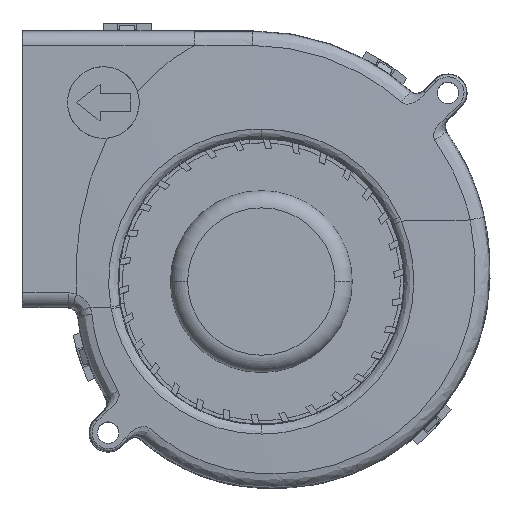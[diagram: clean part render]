
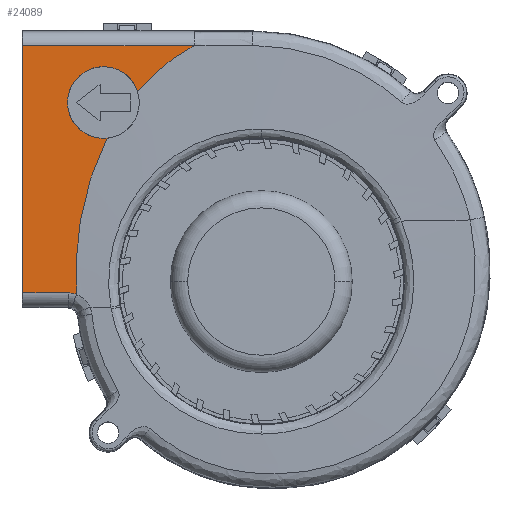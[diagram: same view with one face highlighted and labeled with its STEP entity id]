
A CAD part, top view. The second image highlights one B-rep face of the part: STEP entity #24089.
In plain terms, the highlighted planar face has unit normal (0, 0, 1).
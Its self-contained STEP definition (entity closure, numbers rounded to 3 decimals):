
#19924=DIRECTION('',(1.,0.,0.));
#19925=VECTOR('',#19924,9.581);
#19926=CARTESIAN_POINT('',(-49.852,-2.378,16.95));
#19927=LINE('',#19926,#19925);
#19945=CARTESIAN_POINT('',(-33.,37.401,16.95));
#19946=DIRECTION('',(0.,0.,1.));
#19947=DIRECTION('',(0.955,0.297,0.));
#19948=AXIS2_PLACEMENT_3D('',#19945,#19946,#19947);
#19950=CARTESIAN_POINT('',(-33.,37.401,16.95));
#19951=DIRECTION('',(0.,0.,1.));
#19952=DIRECTION('',(-1.,0.,0.));
#19953=AXIS2_PLACEMENT_3D('',#19950,#19951,#19952);
#19955=CARTESIAN_POINT('',(-32.233,29.94,16.95));
#19956=CARTESIAN_POINT('',(-32.38,29.651,16.95));
#19957=CARTESIAN_POINT('',(-33.864,26.671,
16.95));
#19958=CARTESIAN_POINT('',(-36.153,20.768,
16.95));
#19959=CARTESIAN_POINT('',(-38.111,12.085,
16.95));
#19960=CARTESIAN_POINT('',(-38.794,4.12,
16.95));
#19961=CARTESIAN_POINT('',(-38.728,-0.639,
16.95));
#19962=CARTESIAN_POINT('',(-38.607,-2.663,
16.95));
#19964=DIRECTION('',(0.,-1.,0.));
#19965=VECTOR('',#19964,51.656);
#19966=CARTESIAN_POINT('',(-49.852,49.278,16.95));
#19967=LINE('',#19966,#19965);
#19968=CARTESIAN_POINT('',(-14.033,49.278,16.95));
#19969=CARTESIAN_POINT('',(-14.238,49.174,16.95));
#19970=CARTESIAN_POINT('',(-15.796,48.363,16.95));
#19971=CARTESIAN_POINT('',(-18.577,46.596,16.95));
#19972=CARTESIAN_POINT('',(-22.092,43.684,16.95));
#19973=CARTESIAN_POINT('',(-24.43,41.268,16.95));
#19974=CARTESIAN_POINT('',(-25.629,39.875,16.95));
#19975=CARTESIAN_POINT('',(-25.838,39.627,16.95));
#20096=DIRECTION('',(-1.,0.,0.));
#20097=VECTOR('',#20096,35.819);
#20098=CARTESIAN_POINT('',(-14.033,49.278,16.95));
#20099=LINE('',#20098,#20097);
#21608=CARTESIAN_POINT('',(-40.271,-2.378,
16.95));
#21609=CARTESIAN_POINT('',(-39.99,-2.378,
16.95));
#21610=CARTESIAN_POINT('',(-39.432,-2.425,
16.95));
#21611=CARTESIAN_POINT('',(-38.88,-2.567,
16.95));
#21612=CARTESIAN_POINT('',(-38.607,-2.663,
16.95));
#22069=CARTESIAN_POINT('',(-49.852,-2.378,16.95));
#22070=CARTESIAN_POINT('',(-40.271,-2.378,
16.95));
#22071=VERTEX_POINT('',#22069);
#22072=VERTEX_POINT('',#22070);
#22077=VERTEX_POINT('',#21612);
#22091=CARTESIAN_POINT('',(-14.033,49.278,16.95));
#22092=CARTESIAN_POINT('',(-49.852,49.278,16.95));
#22093=VERTEX_POINT('',#22091);
#22094=VERTEX_POINT('',#22092);
#22135=CARTESIAN_POINT('',(-25.838,39.627,16.95));
#22136=CARTESIAN_POINT('',(-40.5,37.401,16.95));
#22137=VERTEX_POINT('',#22135);
#22138=VERTEX_POINT('',#22136);
#22139=CARTESIAN_POINT('',(-32.233,29.94,16.95));
#22140=VERTEX_POINT('',#22139);
#24068=CARTESIAN_POINT('',(0.,0.,16.95));
#24069=DIRECTION('',(0.,0.,1.));
#24070=DIRECTION('',(1.,0.,0.));
#24071=AXIS2_PLACEMENT_3D('',#24068,#24069,#24070);
#24072=PLANE('',#24071);
#24074=ORIENTED_EDGE('',*,*,#24073,.T.);
#24076=ORIENTED_EDGE('',*,*,#24075,.T.);
#24078=ORIENTED_EDGE('',*,*,#24077,.T.);
#24080=ORIENTED_EDGE('',*,*,#24079,.F.);
#24081=ORIENTED_EDGE('',*,*,#24058,.F.);
#24082=ORIENTED_EDGE('',*,*,#24048,.F.);
#24084=ORIENTED_EDGE('',*,*,#24083,.F.);
#24086=ORIENTED_EDGE('',*,*,#24085,.T.);
#24087=EDGE_LOOP('',(#24074,#24076,#24078,#24080,#24081,#24082,#24084,#24086));
#24088=FACE_OUTER_BOUND('',#24087,.F.);
#24089=ADVANCED_FACE('',(#24088),#24072,.T.);
#19949=CIRCLE('',#19948,7.5);
#19954=CIRCLE('',#19953,7.5);
#19963=B_SPLINE_CURVE_WITH_KNOTS('',3,(#19955,#19956,#19957,#19958,#19959,
#19960,#19961,#19962),.UNSPECIFIED.,.F.,.F.,(4,1,1,1,1,4),(0.,
0.028,0.291,0.554,0.817,1.),
.UNSPECIFIED.);
#19976=B_SPLINE_CURVE_WITH_KNOTS('',3,(#19968,#19969,#19970,#19971,#19972,
#19973,#19974,#19975),.UNSPECIFIED.,.F.,.F.,(4,1,1,1,1,4),(0.,
0.045,0.342,0.639,0.936,1.),
.UNSPECIFIED.);
#21613=B_SPLINE_CURVE_WITH_KNOTS('',3,(#21608,#21609,#21610,#21611,#21612),
.UNSPECIFIED.,.F.,.F.,(4,1,4),(0.,0.5,1.),.UNSPECIFIED.);
#24048=EDGE_CURVE('',#22094,#22071,#19967,.T.);
#24058=EDGE_CURVE('',#22071,#22072,#19927,.T.);
#24073=EDGE_CURVE('',#22137,#22138,#19949,.T.);
#24075=EDGE_CURVE('',#22138,#22140,#19954,.T.);
#24077=EDGE_CURVE('',#22140,#22077,#19963,.T.);
#24079=EDGE_CURVE('',#22072,#22077,#21613,.T.);
#24083=EDGE_CURVE('',#22093,#22094,#20099,.T.);
#24085=EDGE_CURVE('',#22093,#22137,#19976,.T.);
